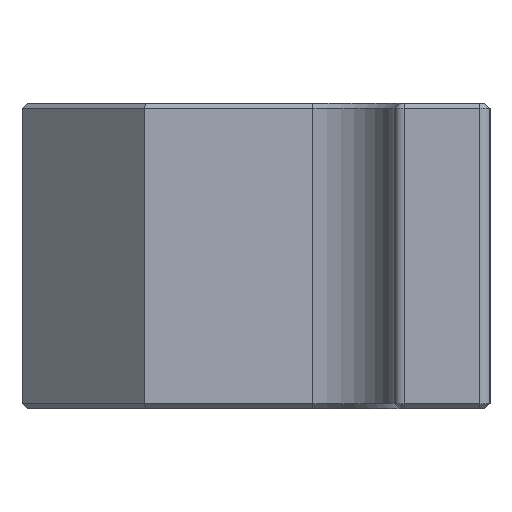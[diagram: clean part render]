
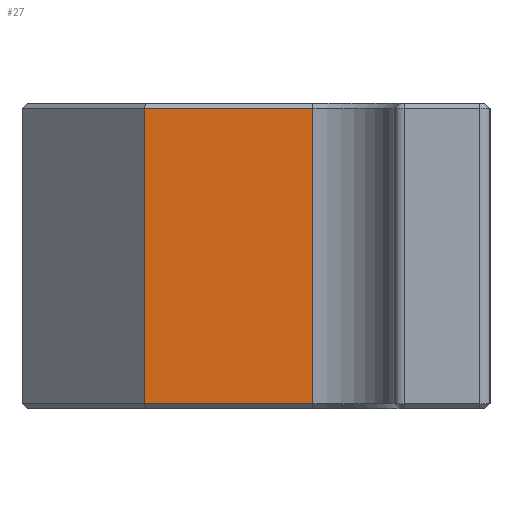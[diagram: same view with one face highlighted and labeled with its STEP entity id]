
A CAD part, left-side view. The second image highlights one B-rep face of the part: STEP entity #27.
In plain terms, the highlighted planar face has unit normal (-1, 0, 0).
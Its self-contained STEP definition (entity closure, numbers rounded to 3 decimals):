
#27 = ADVANCED_FACE ( 'NONE', ( #1095 ), #305, .F. ) ;
#162 = CARTESIAN_POINT ( 'NONE',  ( -25., 17.4, -14.5 ) ) ;
#172 = VERTEX_POINT ( 'NONE', #1423 ) ;
#190 = LINE ( 'NONE', #1314, #1431 ) ;
#292 = VECTOR ( 'NONE', #358, 1000. ) ;
#305 = PLANE ( 'NONE',  #712 ) ;
#318 = VERTEX_POINT ( 'NONE', #1657 ) ;
#358 = DIRECTION ( 'NONE',  ( 0., 0., 1. ) ) ;
#424 = VECTOR ( 'NONE', #1374, 1000. ) ;
#509 = DIRECTION ( 'NONE',  ( 0., 0., -1. ) ) ;
#712 = AXIS2_PLACEMENT_3D ( 'NONE', #2007, #1540, #1837 ) ;
#723 = EDGE_CURVE ( 'NONE', #172, #857, #1537, .T. ) ;
#734 = EDGE_CURVE ( 'NONE', #1123, #318, #1233, .T. ) ;
#857 = VERTEX_POINT ( 'NONE', #162 ) ;
#867 = LINE ( 'NONE', #1779, #292 ) ;
#888 = ORIENTED_EDGE ( 'NONE', *, *, #723, .T. ) ;
#904 = CARTESIAN_POINT ( 'NONE',  ( -25., 17.4, -14.5 ) ) ;
#929 = ORIENTED_EDGE ( 'NONE', *, *, #734, .T. ) ;
#963 = EDGE_CURVE ( 'NONE', #857, #1123, #867, .T. ) ;
#968 = ORIENTED_EDGE ( 'NONE', *, *, #1415, .T. ) ;
#1095 = FACE_OUTER_BOUND ( 'NONE', #1662, .T. ) ;
#1123 = VERTEX_POINT ( 'NONE', #1202 ) ;
#1202 = CARTESIAN_POINT ( 'NONE',  ( -25., 17.4, 14.5 ) ) ;
#1215 = DIRECTION ( 'NONE',  ( 0., 1., 0. ) ) ;
#1233 = LINE ( 'NONE', #1981, #1258 ) ;
#1258 = VECTOR ( 'NONE', #1215, 1000. ) ;
#1314 = CARTESIAN_POINT ( 'NONE',  ( -25., 34., 15. ) ) ;
#1374 = DIRECTION ( 'NONE',  ( 0., -1., 0. ) ) ;
#1415 = EDGE_CURVE ( 'NONE', #318, #172, #190, .T. ) ;
#1423 = CARTESIAN_POINT ( 'NONE',  ( -25., 34., -14.5 ) ) ;
#1431 = VECTOR ( 'NONE', #509, 1000. ) ;
#1537 = LINE ( 'NONE', #904, #424 ) ;
#1540 = DIRECTION ( 'NONE',  ( 1., 0., 0. ) ) ;
#1657 = CARTESIAN_POINT ( 'NONE',  ( -25., 34., 14.5 ) ) ;
#1662 = EDGE_LOOP ( 'NONE', ( #1786, #929, #968, #888 ) ) ;
#1779 = CARTESIAN_POINT ( 'NONE',  ( -25., 17.4, 15. ) ) ;
#1786 = ORIENTED_EDGE ( 'NONE', *, *, #963, .T. ) ;
#1837 = DIRECTION ( 'NONE',  ( 0., 0., -1. ) ) ;
#1981 = CARTESIAN_POINT ( 'NONE',  ( -25., 9.4, 14.5 ) ) ;
#2007 = CARTESIAN_POINT ( 'NONE',  ( -25., 9.4, 15. ) ) ;
